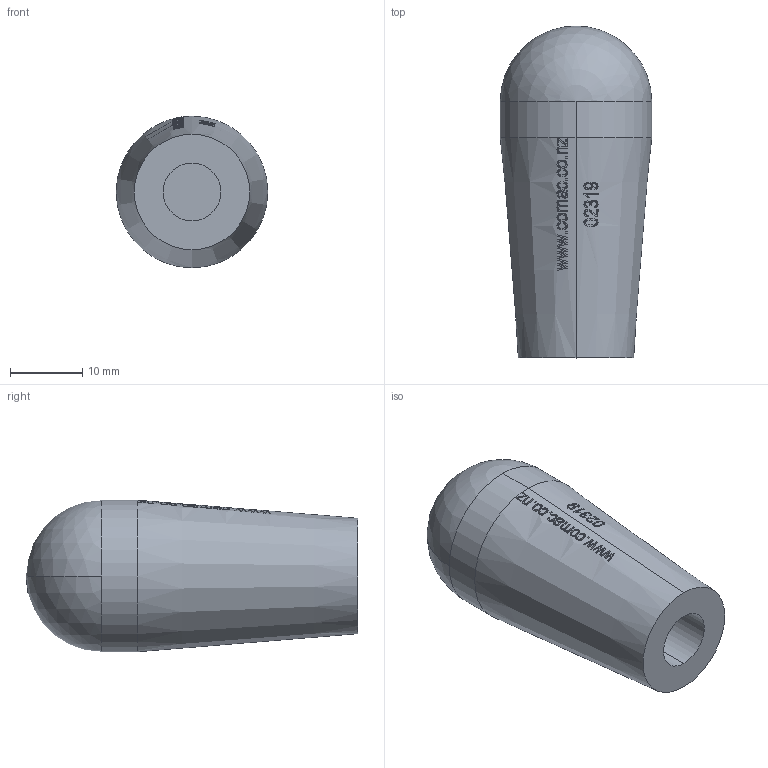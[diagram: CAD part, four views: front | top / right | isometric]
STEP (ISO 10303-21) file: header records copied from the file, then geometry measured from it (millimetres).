
FILE_DESCRIPTION (( 'STEP AP214' ), '1' );
FILE_NAME ('02319-Gas Spring Handle Round Style For 8mm Shaft White.STEP', '2018-07-31T23:59:48', ( '' ), ( '' ), 'SwSTEP 2.0', 'SolidWorks 2018', '' );
FILE_SCHEMA (( 'AUTOMOTIVE_DESIGN' ));
Length unit declared in the file: millimetre
Products named in the file (1): 02319-Gas Spring Handle Round Style For 8mm Shaft White
Bounding box: 21 x 46 x 21 mm (x, y, z)
Volume: 10391.7 mm3; surface area: 4043.2 mm2
Topology: 1 solids, 1 shells, 270 faces, 727 edges, 483 vertices
Faces by surface type: bspline 235, cone 27, cylinder 4, sphere 2, plane 2
Entity records: 23384 total; most frequent: CARTESIAN_POINT 18669, ORIENTED_EDGE 1450, EDGE_CURVE 725, B_SPLINE_CURVE_WITH_KNOTS 705, VERTEX_POINT 483, EDGE_LOOP 296, FACE_OUTER_BOUND 270, ADVANCED_FACE 270
